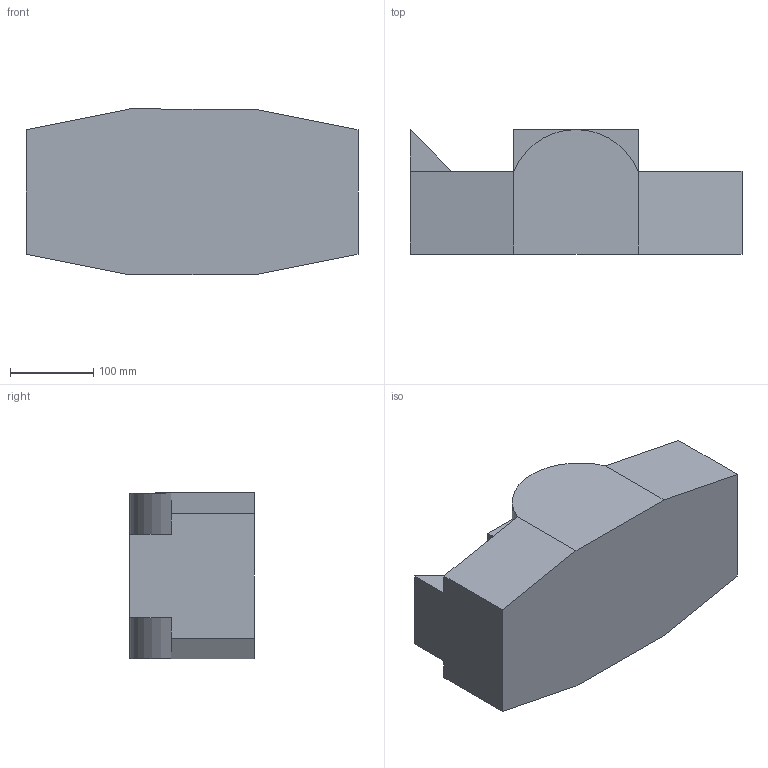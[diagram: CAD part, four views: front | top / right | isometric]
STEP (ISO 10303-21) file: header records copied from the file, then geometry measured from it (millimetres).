
FILE_DESCRIPTION (( 'STEP AP214' ), '1' );
FILE_NAME ('mogi_bot.STEP', '2021-02-08T22:21:51', ( '' ), ( '' ), 'SwSTEP 2.0', 'SolidWorks 2021', '' );
FILE_SCHEMA (( 'AUTOMOTIVE_DESIGN' ));
Length unit declared in the file: millimetre
Products named in the file (1): mogi_bot
Bounding box: 400 x 150 x 200 mm (x, y, z)
Volume: 8777677.6 mm3; surface area: 301295.5 mm2
Topology: 1 solids, 1 shells, 69 faces, 176 edges, 114 vertices
Faces by surface type: plane 48, bspline 19, cylinder 2
Entity records: 3228 total; most frequent: CARTESIAN_POINT 1651, ORIENTED_EDGE 352, DIRECTION 246, EDGE_CURVE 176, VECTOR 132, LINE 132, VERTEX_POINT 114, EDGE_LOOP 74
